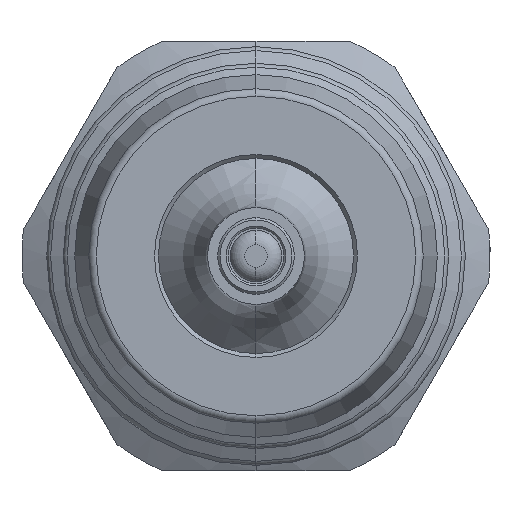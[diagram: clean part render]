
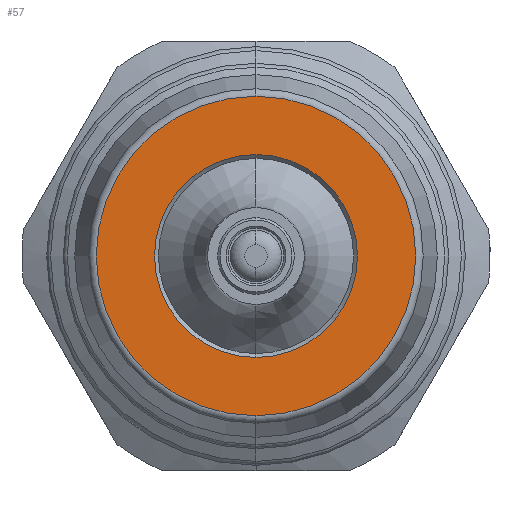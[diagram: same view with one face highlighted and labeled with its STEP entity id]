
A CAD part, left-side view. The second image highlights one B-rep face of the part: STEP entity #57.
In plain terms, the highlighted planar face has unit normal (-1, 0, 0).
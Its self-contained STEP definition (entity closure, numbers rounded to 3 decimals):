
#57 = ADVANCED_FACE ( 'NONE', ( #388, #387 ), #1867, .F. ) ;
#83 = AXIS2_PLACEMENT_3D ( 'NONE', #2159, #2160, #2167 ) ;
#171 = CIRCLE ( 'NONE', #2236, 5.2 ) ;
#282 = CIRCLE ( 'NONE', #83, 8.187 ) ;
#348 = CIRCLE ( 'NONE', #1514, 8.187 ) ;
#354 = CIRCLE ( 'NONE', #1551, 5.2 ) ;
#387 = FACE_BOUND ( 'NONE', #708, .T. ) ;
#388 = FACE_OUTER_BOUND ( 'NONE', #705, .T. ) ;
#630 = ORIENTED_EDGE ( 'NONE', *, *, #1457, .T. ) ;
#631 = ORIENTED_EDGE ( 'NONE', *, *, #1584, .T. ) ;
#632 = ORIENTED_EDGE ( 'NONE', *, *, #1452, .F. ) ;
#633 = ORIENTED_EDGE ( 'NONE', *, *, #1662, .F. ) ;
#705 = EDGE_LOOP ( 'NONE', ( #630, #631 ) ) ;
#708 = EDGE_LOOP ( 'NONE', ( #632, #633 ) ) ;
#1087 = VERTEX_POINT ( 'NONE', #1829 ) ;
#1110 = VERTEX_POINT ( 'NONE', #1803 ) ;
#1126 = VERTEX_POINT ( 'NONE', #1784 ) ;
#1141 = VERTEX_POINT ( 'NONE', #1766 ) ;
#1336 = DIRECTION ( 'NONE',  ( 0., 0., 1. ) ) ;
#1350 = CARTESIAN_POINT ( 'NONE',  ( -38., 0., 0. ) ) ;
#1411 = DIRECTION ( 'NONE',  ( -1., 0., 0. ) ) ;
#1452 = EDGE_CURVE ( 'NONE', #1087, #1141, #354, .T. ) ;
#1457 = EDGE_CURVE ( 'NONE', #1110, #1126, #348, .T. ) ;
#1503 = AXIS2_PLACEMENT_3D ( 'NONE', #1865, #1866, #1864 ) ;
#1514 = AXIS2_PLACEMENT_3D ( 'NONE', #1918, #1930, #1923 ) ;
#1551 = AXIS2_PLACEMENT_3D ( 'NONE', #1759, #1768, #1763 ) ;
#1584 = EDGE_CURVE ( 'NONE', #1126, #1110, #282, .T. ) ;
#1662 = EDGE_CURVE ( 'NONE', #1141, #1087, #171, .T. ) ;
#1759 = CARTESIAN_POINT ( 'NONE',  ( -38., 0., 0. ) ) ;
#1763 = DIRECTION ( 'NONE',  ( 0., 0., 1. ) ) ;
#1766 = CARTESIAN_POINT ( 'NONE',  ( -38., 0., -5.2 ) ) ;
#1768 = DIRECTION ( 'NONE',  ( -1., 0., 0. ) ) ;
#1784 = CARTESIAN_POINT ( 'NONE',  ( -38., 0., 8.187 ) ) ;
#1803 = CARTESIAN_POINT ( 'NONE',  ( -38., 0., -8.187 ) ) ;
#1829 = CARTESIAN_POINT ( 'NONE',  ( -38., 0., 5.2 ) ) ;
#1864 = DIRECTION ( 'NONE',  ( 0., 0., -1. ) ) ;
#1865 = CARTESIAN_POINT ( 'NONE',  ( -38., 5.2, 0. ) ) ;
#1866 = DIRECTION ( 'NONE',  ( 1., 0., 0. ) ) ;
#1867 = PLANE ( 'NONE',  #1503 ) ;
#1918 = CARTESIAN_POINT ( 'NONE',  ( -38., 0., 0. ) ) ;
#1923 = DIRECTION ( 'NONE',  ( 0., 0., -1. ) ) ;
#1930 = DIRECTION ( 'NONE',  ( -1., 0., 0. ) ) ;
#2159 = CARTESIAN_POINT ( 'NONE',  ( -38., 0., 0. ) ) ;
#2160 = DIRECTION ( 'NONE',  ( -1., 0., 0. ) ) ;
#2167 = DIRECTION ( 'NONE',  ( 0., 0., -1. ) ) ;
#2236 = AXIS2_PLACEMENT_3D ( 'NONE', #1350, #1411, #1336 ) ;
